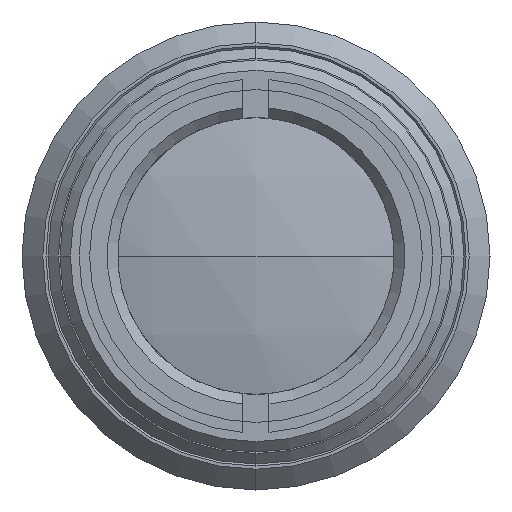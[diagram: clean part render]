
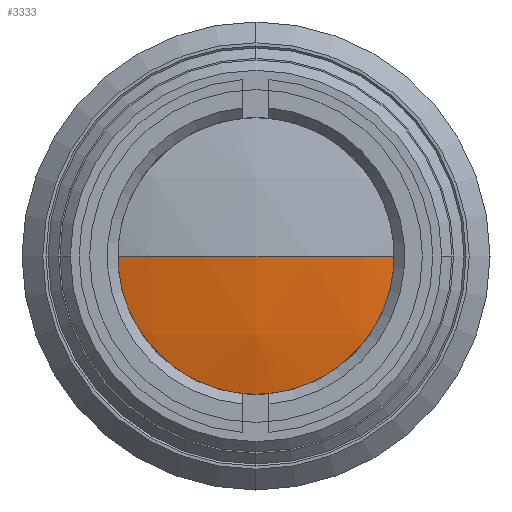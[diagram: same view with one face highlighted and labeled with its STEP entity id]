
A CAD part, left-side view. The second image highlights one B-rep face of the part: STEP entity #3333.
In plain terms, the highlighted spherical face has radius 57.68 mm.
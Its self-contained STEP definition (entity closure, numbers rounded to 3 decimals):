
#116 = CARTESIAN_POINT ( 'NONE',  ( 3.74, 0., 0. ) ) ;
#655 = CIRCLE ( 'NONE', #3175, 57.68 ) ;
#682 = CARTESIAN_POINT ( 'NONE',  ( -53.94, 0., 0. ) ) ;
#978 = CIRCLE ( 'NONE', #3307, 57.68 ) ;
#993 = DIRECTION ( 'NONE',  ( 0., 0., -1. ) ) ;
#998 = EDGE_LOOP ( 'NONE', ( #2986, #3642, #2324 ) ) ;
#1251 = FACE_OUTER_BOUND ( 'NONE', #998, .T. ) ;
#1328 = DIRECTION ( 'NONE',  ( 0., 1., 0. ) ) ;
#1612 = CARTESIAN_POINT ( 'NONE',  ( -51.955, 0., 0. ) ) ;
#1844 = VERTEX_POINT ( 'NONE', #682 ) ;
#1945 = DIRECTION ( 'NONE',  ( 0., 0., 1. ) ) ;
#2015 = DIRECTION ( 'NONE',  ( 0., 0., -1. ) ) ;
#2116 = CIRCLE ( 'NONE', #3434, 15. ) ;
#2221 = CARTESIAN_POINT ( 'NONE',  ( 3.74, 0., 0. ) ) ;
#2324 = ORIENTED_EDGE ( 'NONE', *, *, #3997, .F. ) ;
#2334 = CARTESIAN_POINT ( 'NONE',  ( -51.955, 15., 0. ) ) ;
#2606 = DIRECTION ( 'NONE',  ( -1., 0., 0. ) ) ;
#2620 = CARTESIAN_POINT ( 'NONE',  ( 3.74, 0., 0. ) ) ;
#2669 = VERTEX_POINT ( 'NONE', #2334 ) ;
#2793 = DIRECTION ( 'NONE',  ( 1., 0., 0. ) ) ;
#2902 = CARTESIAN_POINT ( 'NONE',  ( -51.955, -15., 0. ) ) ;
#2986 = ORIENTED_EDGE ( 'NONE', *, *, #4002, .T. ) ;
#3175 = AXIS2_PLACEMENT_3D ( 'NONE', #2620, #993, #3480 ) ;
#3203 = DIRECTION ( 'NONE',  ( 0., 0., 1. ) ) ;
#3264 = VERTEX_POINT ( 'NONE', #2902 ) ;
#3307 = AXIS2_PLACEMENT_3D ( 'NONE', #2221, #3203, #2793 ) ;
#3333 = ADVANCED_FACE ( 'NONE', ( #1251 ), #3880, .T. ) ;
#3434 = AXIS2_PLACEMENT_3D ( 'NONE', #1612, #2606, #1945 ) ;
#3480 = DIRECTION ( 'NONE',  ( -1., 0., 0. ) ) ;
#3569 = EDGE_CURVE ( 'NONE', #3264, #1844, #655, .T. ) ;
#3642 = ORIENTED_EDGE ( 'NONE', *, *, #3569, .T. ) ;
#3880 = SPHERICAL_SURFACE ( 'NONE', #3953, 57.68 ) ;
#3953 = AXIS2_PLACEMENT_3D ( 'NONE', #116, #2015, #1328 ) ;
#3997 = EDGE_CURVE ( 'NONE', #2669, #1844, #978, .T. ) ;
#4002 = EDGE_CURVE ( 'NONE', #2669, #3264, #2116, .T. ) ;
